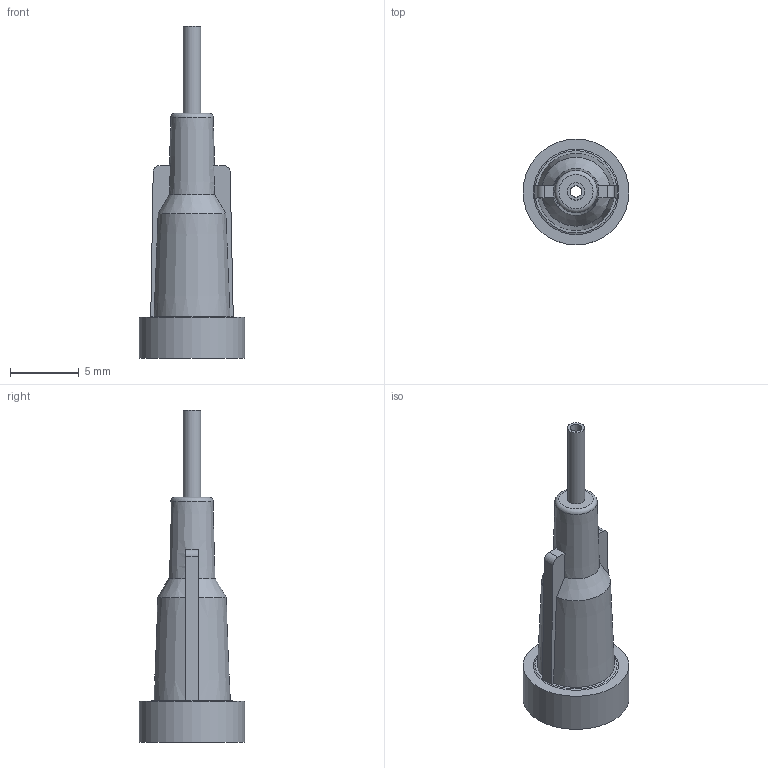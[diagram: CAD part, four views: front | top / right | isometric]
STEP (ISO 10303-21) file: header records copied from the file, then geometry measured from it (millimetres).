
FILE_DESCRIPTION(/* description */ ('Unknown','CAx-IF Rec.Pracs.---Representation and Presentation of Product Manufacturing Information (PMI)---4.0---2014-10-13','CAx-IF Rec.Pracs.---3D Tessellated Geometry---0.4---2014-09-14','2;1'),/* implementation_level */ '2;1');
FILE_NAME(/* name */ 'F560087_1_4',/* time_stamp */ '2022-03-16T14:34:02+01:00',/* author */ ('Unknown'),/* organization */ ('Unknown'),/* preprocessor_version */ 'ST-DEVELOPER v16.7',/* originating_system */ 'Solid Edge',/* authorisation */ 'Unknown');
FILE_SCHEMA (('AP242_MANAGED_MODEL_BASED_3D_ENGINEERING_MIM_LF { 1 0 10303 442 1 1 4 }'));
Length unit declared in the file: millimetre
Products named in the file (1): F560087_1_4
Bounding box: 7.7 x 7.7 x 24.15 mm (x, y, z)
Volume: 221 mm3; surface area: 583.3 mm2
Topology: 1 solids, 1 shells, 33 faces, 76 edges, 49 vertices
Faces by surface type: plane 18, cylinder 7, cone 7, torus 1
Full cylindrical faces by diameter (mm): 0.84 x1, 1.26 x2, 4.3 x1, 7.7 x1
Entity records: 906 total; most frequent: DIRECTION 166, CARTESIAN_POINT 156, ORIENTED_EDGE 128, AXIS2_PLACEMENT_3D 72, EDGE_CURVE 64, EDGE_LOOP 48, FACE_BOUND 48, VERTEX_POINT 46
